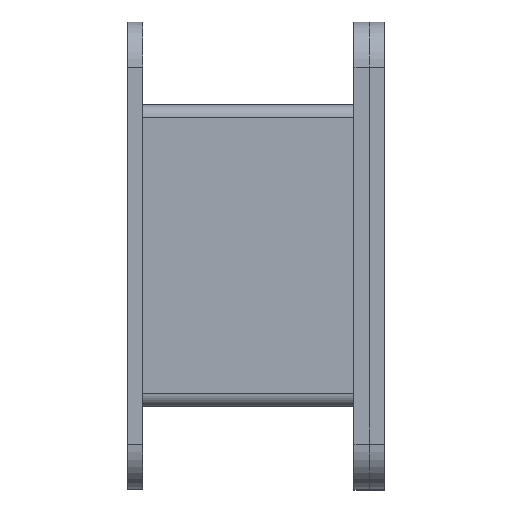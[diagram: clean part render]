
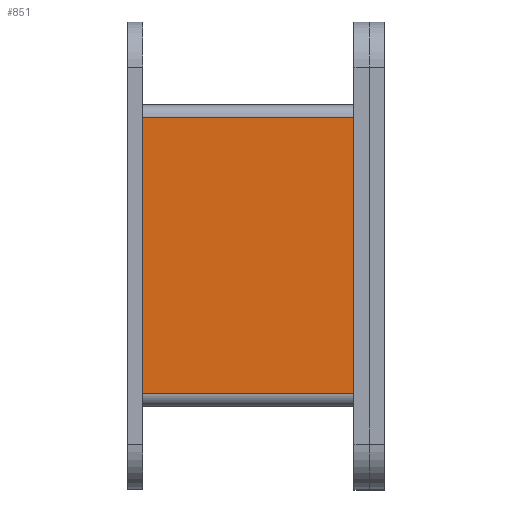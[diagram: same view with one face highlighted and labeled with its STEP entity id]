
A CAD part, top view. The second image highlights one B-rep face of the part: STEP entity #851.
In plain terms, the highlighted planar face has unit normal (0, 0, 1).
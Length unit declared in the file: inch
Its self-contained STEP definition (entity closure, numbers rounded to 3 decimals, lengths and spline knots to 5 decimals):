
#138 = CARTESIAN_POINT ( 'NONE',  ( -0.875, -1.25, 1.25 ) ) ;
#231 = CARTESIAN_POINT ( 'NONE',  ( -0.875, -1.142, 1.25 ) ) ;
#241 = VERTEX_POINT ( 'NONE', #3094 ) ;
#390 = DIRECTION ( 'NONE',  ( 0., 1., 0. ) ) ;
#437 = VECTOR ( 'NONE', #1226, 39.37008 ) ;
#455 = LINE ( 'NONE', #2246, #3118 ) ;
#648 = LINE ( 'NONE', #2386, #1198 ) ;
#694 = CARTESIAN_POINT ( 'NONE',  ( -0.875, -1.142, 1.25 ) ) ;
#762 = CARTESIAN_POINT ( 'NONE',  ( -0.875, 1.142, 1.25 ) ) ;
#778 = LINE ( 'NONE', #762, #1667 ) ;
#851 = ADVANCED_FACE ( 'NONE', ( #1376 ), #1144, .F. ) ;
#934 = EDGE_CURVE ( 'NONE', #1281, #1808, #455, .T. ) ;
#940 = EDGE_CURVE ( 'NONE', #241, #1281, #1174, .T. ) ;
#1144 = PLANE ( 'NONE',  #2291 ) ;
#1174 = LINE ( 'NONE', #231, #437 ) ;
#1198 = VECTOR ( 'NONE', #390, 39.37008 ) ;
#1209 = CARTESIAN_POINT ( 'NONE',  ( 0.875, 1.142, 1.25 ) ) ;
#1226 = DIRECTION ( 'NONE',  ( -1., 0., 0. ) ) ;
#1281 = VERTEX_POINT ( 'NONE', #694 ) ;
#1376 = FACE_OUTER_BOUND ( 'NONE', #2358, .T. ) ;
#1463 = ORIENTED_EDGE ( 'NONE', *, *, #1514, .T. ) ;
#1474 = EDGE_CURVE ( 'NONE', #1808, #2439, #778, .T. ) ;
#1514 = EDGE_CURVE ( 'NONE', #241, #2439, #648, .T. ) ;
#1667 = VECTOR ( 'NONE', #1755, 39.37008 ) ;
#1755 = DIRECTION ( 'NONE',  ( 1., 0., 0. ) ) ;
#1808 = VERTEX_POINT ( 'NONE', #2053 ) ;
#1898 = DIRECTION ( 'NONE',  ( 0., 1., 0. ) ) ;
#2053 = CARTESIAN_POINT ( 'NONE',  ( -0.875, 1.142, 1.25 ) ) ;
#2153 = DIRECTION ( 'NONE',  ( 0., 0., -1. ) ) ;
#2246 = CARTESIAN_POINT ( 'NONE',  ( -0.875, 1.25, 1.25 ) ) ;
#2291 = AXIS2_PLACEMENT_3D ( 'NONE', #138, #2153, #1898 ) ;
#2358 = EDGE_LOOP ( 'NONE', ( #2489, #2900, #3211, #1463 ) ) ;
#2386 = CARTESIAN_POINT ( 'NONE',  ( 0.875, 1.177, 1.25 ) ) ;
#2439 = VERTEX_POINT ( 'NONE', #1209 ) ;
#2489 = ORIENTED_EDGE ( 'NONE', *, *, #1474, .F. ) ;
#2900 = ORIENTED_EDGE ( 'NONE', *, *, #934, .F. ) ;
#3094 = CARTESIAN_POINT ( 'NONE',  ( 0.875, -1.142, 1.25 ) ) ;
#3118 = VECTOR ( 'NONE', #3188, 39.37008 ) ;
#3188 = DIRECTION ( 'NONE',  ( 0., 1., 0. ) ) ;
#3211 = ORIENTED_EDGE ( 'NONE', *, *, #940, .F. ) ;
